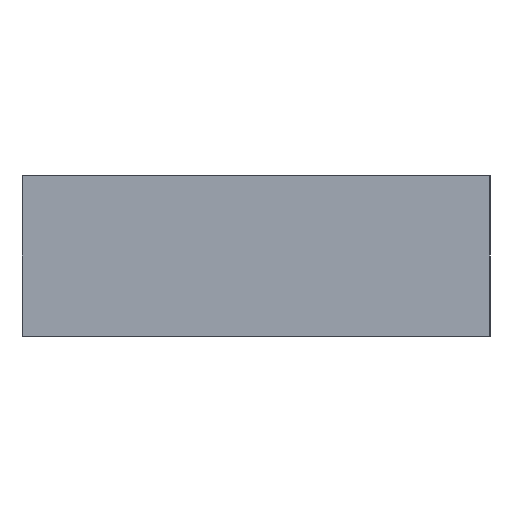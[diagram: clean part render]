
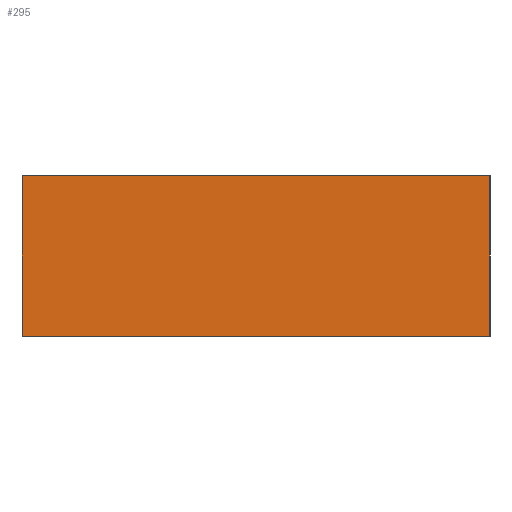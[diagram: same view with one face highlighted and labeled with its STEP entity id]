
A CAD part, left-side view. The second image highlights one B-rep face of the part: STEP entity #295.
In plain terms, the highlighted planar face has unit normal (-1, 0, 0).
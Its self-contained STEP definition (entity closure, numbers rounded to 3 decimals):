
#37=FACE_OUTER_BOUND('',#55,.T.);
#55=EDGE_LOOP('',(#247,#248,#249,#250));
#88=LINE('',#461,#124);
#90=LINE('',#465,#126);
#91=LINE('',#467,#127);
#92=LINE('',#468,#128);
#124=VECTOR('',#380,1.);
#126=VECTOR('',#384,1.);
#127=VECTOR('',#385,1.);
#128=VECTOR('',#386,1.);
#151=VERTEX_POINT('',#458);
#152=VERTEX_POINT('',#460);
#153=VERTEX_POINT('',#464);
#154=VERTEX_POINT('',#466);
#184=EDGE_CURVE('',#152,#151,#88,.T.);
#186=EDGE_CURVE('',#151,#153,#90,.T.);
#187=EDGE_CURVE('',#154,#153,#91,.T.);
#188=EDGE_CURVE('',#154,#152,#92,.T.);
#247=ORIENTED_EDGE('',*,*,#186,.T.);
#248=ORIENTED_EDGE('',*,*,#187,.F.);
#249=ORIENTED_EDGE('',*,*,#188,.T.);
#250=ORIENTED_EDGE('',*,*,#184,.T.);
#277=PLANE('',#317);
#295=ADVANCED_FACE('',(#37),#277,.T.);
#317=AXIS2_PLACEMENT_3D('',#463,#382,#383);
#380=DIRECTION('',(0.,0.,1.));
#382=DIRECTION('center_axis',(-1.,0.,0.));
#383=DIRECTION('ref_axis',(0.,0.,1.));
#384=DIRECTION('',(0.,1.,0.));
#385=DIRECTION('',(0.,0.,1.));
#386=DIRECTION('',(0.,-1.,0.));
#458=CARTESIAN_POINT('',(-1.65,-0.875,0.6));
#460=CARTESIAN_POINT('',(-1.65,-0.875,0.));
#461=CARTESIAN_POINT('',(-1.65,-0.875,0.));
#463=CARTESIAN_POINT('Origin',(-1.65,-0.875,0.));
#464=CARTESIAN_POINT('',(-1.65,0.875,0.6));
#465=CARTESIAN_POINT('',(-1.65,0.875,0.6));
#466=CARTESIAN_POINT('',(-1.65,0.875,0.));
#467=CARTESIAN_POINT('',(-1.65,0.875,0.));
#468=CARTESIAN_POINT('',(-1.65,0.875,0.));
